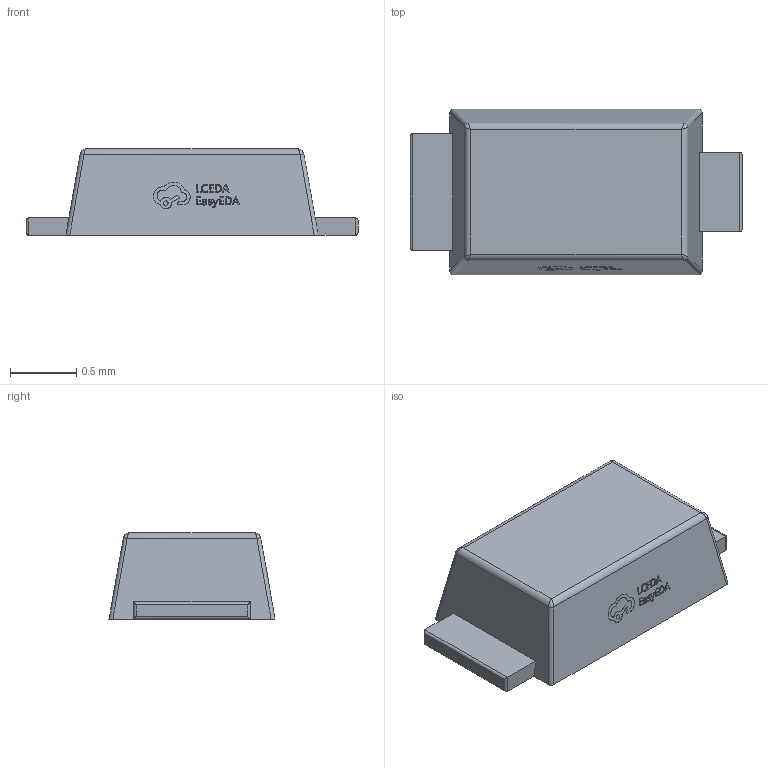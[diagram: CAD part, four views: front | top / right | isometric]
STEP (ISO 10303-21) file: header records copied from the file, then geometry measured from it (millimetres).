
FILE_DESCRIPTION (( 'STEP AP214' ), '1' );
FILE_NAME ('POWERDI-323_L1.9-W1.3-LS2.5-RD.step', '2022-07-09T03:56:53', ( '' ), ( '' ), 'SwSTEP 2.0', 'SolidWorks 2020', '' );
FILE_SCHEMA (( 'AUTOMOTIVE_DESIGN' ));
Length unit declared in the file: millimetre
Products named in the file (1): POWERDI-323_L1.9-W1.3-LS2.5-RD
Bounding box: 2.5 x 1.25 x 0.65 mm (x, y, z)
Volume: 1.4 mm3; surface area: 8.9 mm2
Topology: 1 solids, 1 shells, 325 faces, 875 edges, 574 vertices
Faces by surface type: plane 193, bspline 116, cylinder 16
Entity records: 14607 total; most frequent: CARTESIAN_POINT 4003, ORIENTED_EDGE 1742, DIRECTION 1047, EDGE_CURVE 871, LINE 619, VECTOR 619, VERTEX_POINT 574, EDGE_LOOP 351
